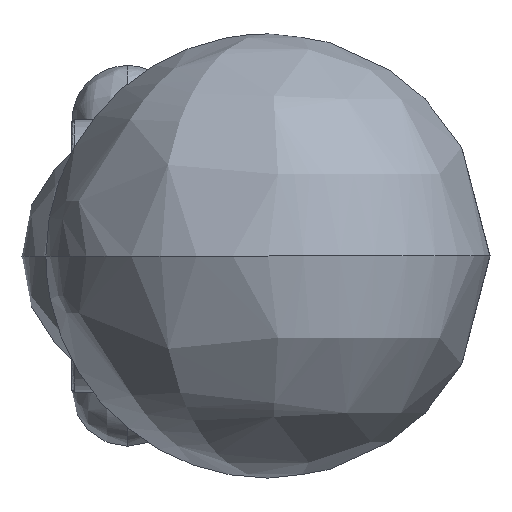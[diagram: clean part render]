
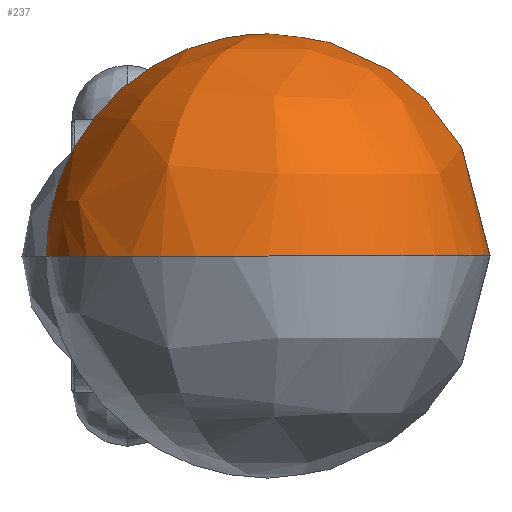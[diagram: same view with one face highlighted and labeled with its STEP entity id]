
A CAD part, left-side view. The second image highlights one B-rep face of the part: STEP entity #237.
In plain terms, the highlighted free-form (B-spline) face has degree [2, 2] with [7, 3] control points.
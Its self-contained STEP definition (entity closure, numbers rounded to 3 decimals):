
#76 = EDGE_CURVE('',#77,#79,#81,.T.);
#77 = VERTEX_POINT('',#78);
#78 = CARTESIAN_POINT('',(-20.938,0.847,
    0.));
#79 = VERTEX_POINT('',#80);
#80 = CARTESIAN_POINT('',(-20.938,2.502,
    0.));
#81 = ( BOUNDED_CURVE() B_SPLINE_CURVE(2,(#82,#83,#84,#85,#86),
.UNSPECIFIED.,.F.,.F.) B_SPLINE_CURVE_WITH_KNOTS((3,2,3),(0.,
1.571,3.142),.PIECEWISE_BEZIER_KNOTS.) CURVE() 
GEOMETRIC_REPRESENTATION_ITEM() RATIONAL_B_SPLINE_CURVE((1.,
0.707,1.,0.707,1.)) REPRESENTATION_ITEM('') );
#82 = CARTESIAN_POINT('',(-20.938,0.847,
    0.));
#83 = CARTESIAN_POINT('',(-20.938,0.847,0.827)
  );
#84 = CARTESIAN_POINT('',(-20.938,1.674,0.827)
  );
#85 = CARTESIAN_POINT('',(-20.938,2.502,0.827)
  );
#86 = CARTESIAN_POINT('',(-20.938,2.502,
    0.));
#237 = ADVANCED_FACE('',(#238),#278,.T.);
#238 = FACE_BOUND('',#239,.T.);
#239 = EDGE_LOOP('',(#240,#248,#260,#261,#269,#277));
#240 = ORIENTED_EDGE('',*,*,#241,.F.);
#241 = EDGE_CURVE('',#242,#79,#244,.T.);
#242 = VERTEX_POINT('',#243);
#243 = CARTESIAN_POINT('',(-22.394,3.348,
    0.));
#244 = ( BOUNDED_CURVE() B_SPLINE_CURVE(2,(#245,#246,#247),
.UNSPECIFIED.,.F.,.F.) B_SPLINE_CURVE_WITH_KNOTS((3,3),(1.571,
2.625),.PIECEWISE_BEZIER_KNOTS.) CURVE() 
GEOMETRIC_REPRESENTATION_ITEM() RATIONAL_B_SPLINE_CURVE((1.,
0.864,1.)) REPRESENTATION_ITEM('') );
#245 = CARTESIAN_POINT('',(-22.394,3.348,
    0.));
#246 = CARTESIAN_POINT('',(-21.42,3.348,
    0.));
#247 = CARTESIAN_POINT('',(-20.938,2.502,
    0.));
#248 = ORIENTED_EDGE('',*,*,#249,.T.);
#249 = EDGE_CURVE('',#242,#250,#252,.T.);
#250 = VERTEX_POINT('',#251);
#251 = CARTESIAN_POINT('',(-22.394,1.674,1.674
    ));
#252 = B_SPLINE_CURVE_WITH_KNOTS('',6,(#253,#254,#255,#256,#257,#258,
    #259),.UNSPECIFIED.,.F.,.F.,(7,7),(0.,1.571),
  .PIECEWISE_BEZIER_KNOTS.);
#253 = CARTESIAN_POINT('',(-22.394,3.348,
    0.));
#254 = CARTESIAN_POINT('',(-22.394,3.348,0.438
    ));
#255 = CARTESIAN_POINT('',(-22.394,3.211,0.877
    ));
#256 = CARTESIAN_POINT('',(-22.394,2.935,1.261
    ));
#257 = CARTESIAN_POINT('',(-22.394,2.551,1.537)
  );
#258 = CARTESIAN_POINT('',(-22.394,2.112,1.674)
  );
#259 = CARTESIAN_POINT('',(-22.394,1.674,1.674
    ));
#260 = ORIENTED_EDGE('',*,*,#249,.F.);
#261 = ORIENTED_EDGE('',*,*,#262,.F.);
#262 = EDGE_CURVE('',#263,#242,#265,.T.);
#263 = VERTEX_POINT('',#264);
#264 = CARTESIAN_POINT('',(-24.068,1.674,
    0.));
#265 = ( BOUNDED_CURVE() B_SPLINE_CURVE(2,(#266,#267,#268),
.UNSPECIFIED.,.F.,.F.) B_SPLINE_CURVE_WITH_KNOTS((3,3),(0.,
1.571),.PIECEWISE_BEZIER_KNOTS.) CURVE() 
GEOMETRIC_REPRESENTATION_ITEM() RATIONAL_B_SPLINE_CURVE((1.,
0.707,1.)) REPRESENTATION_ITEM('') );
#266 = CARTESIAN_POINT('',(-24.068,1.674,
    0.));
#267 = CARTESIAN_POINT('',(-24.068,3.348,
    0.));
#268 = CARTESIAN_POINT('',(-22.394,3.348,
    0.));
#269 = ORIENTED_EDGE('',*,*,#270,.T.);
#270 = EDGE_CURVE('',#263,#77,#271,.T.);
#271 = ( BOUNDED_CURVE() B_SPLINE_CURVE(2,(#272,#273,#274,#275,#276),
.UNSPECIFIED.,.F.,.F.) B_SPLINE_CURVE_WITH_KNOTS((3,2,3),(4.712
,6.025,7.337),.PIECEWISE_BEZIER_KNOTS.) CURVE() 
GEOMETRIC_REPRESENTATION_ITEM() RATIONAL_B_SPLINE_CURVE((1.,
0.792,1.,0.792,1.)) REPRESENTATION_ITEM('') );
#272 = CARTESIAN_POINT('',(-24.068,1.674,
    0.));
#273 = CARTESIAN_POINT('',(-24.068,0.385,
    0.));
#274 = CARTESIAN_POINT('',(-22.822,0.056,
    0.));
#275 = CARTESIAN_POINT('',(-21.575,-0.274,
    0.));
#276 = CARTESIAN_POINT('',(-20.938,0.847,
    0.));
#277 = ORIENTED_EDGE('',*,*,#76,.T.);
#278 = ( BOUNDED_SURFACE() B_SPLINE_SURFACE(2,2,(
    (#279,#280,#281)
    ,(#282,#283,#284)
    ,(#285,#286,#287)
    ,(#288,#289,#290)
    ,(#291,#292,#293)
    ,(#294,#295,#296)
    ,(#297,#298,#299
)),.UNSPECIFIED.,.T.,.F.,.F.) B_SPLINE_SURFACE_WITH_KNOTS((1,2,2,2,2,1),
  (3,3),(-2.094,0.,2.094,4.189,6.283,
    8.378),(0.,1.571),.UNSPECIFIED.) 
GEOMETRIC_REPRESENTATION_ITEM() RATIONAL_B_SPLINE_SURFACE((
    (1.,0.707,1.)
    ,(0.5,0.354,0.5)
    ,(1.,0.707,1.)
    ,(0.5,0.354,0.5)
    ,(1.,0.707,1.)
    ,(0.5,0.354,0.5)
,(1.,0.707,1.))) REPRESENTATION_ITEM('') SURFACE() );
#279 = CARTESIAN_POINT('',(-22.394,3.348,
    0.));
#280 = CARTESIAN_POINT('',(-22.394,3.348,1.674
    ));
#281 = CARTESIAN_POINT('',(-22.394,1.674,1.674
    ));
#282 = CARTESIAN_POINT('',(-25.294,3.348,
    0.));
#283 = CARTESIAN_POINT('',(-25.294,3.348,1.674
    ));
#284 = CARTESIAN_POINT('',(-22.394,1.674,1.674
    ));
#285 = CARTESIAN_POINT('',(-23.844,0.837,
    0.));
#286 = CARTESIAN_POINT('',(-23.844,0.837,1.674
    ));
#287 = CARTESIAN_POINT('',(-22.394,1.674,1.674
    ));
#288 = CARTESIAN_POINT('',(-22.394,-1.674,
    0.));
#289 = CARTESIAN_POINT('',(-22.394,-1.674,
    1.674));
#290 = CARTESIAN_POINT('',(-22.394,1.674,1.674
    ));
#291 = CARTESIAN_POINT('',(-20.944,0.837,
    0.));
#292 = CARTESIAN_POINT('',(-20.944,0.837,1.674
    ));
#293 = CARTESIAN_POINT('',(-22.394,1.674,1.674
    ));
#294 = CARTESIAN_POINT('',(-19.494,3.348,
    0.));
#295 = CARTESIAN_POINT('',(-19.494,3.348,1.674
    ));
#296 = CARTESIAN_POINT('',(-22.394,1.674,1.674
    ));
#297 = CARTESIAN_POINT('',(-22.394,3.348,
    0.));
#298 = CARTESIAN_POINT('',(-22.394,3.348,1.674
    ));
#299 = CARTESIAN_POINT('',(-22.394,1.674,1.674
    ));
